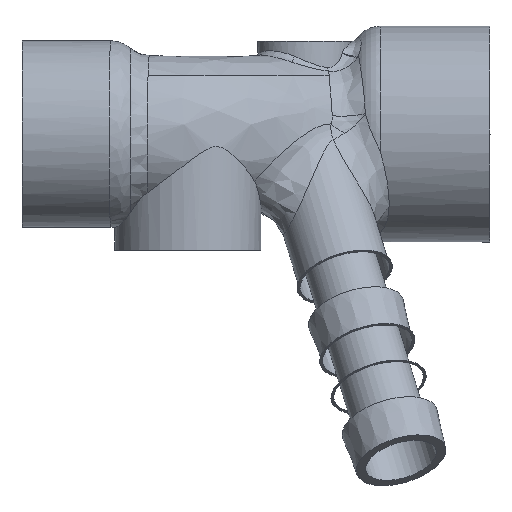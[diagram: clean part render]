
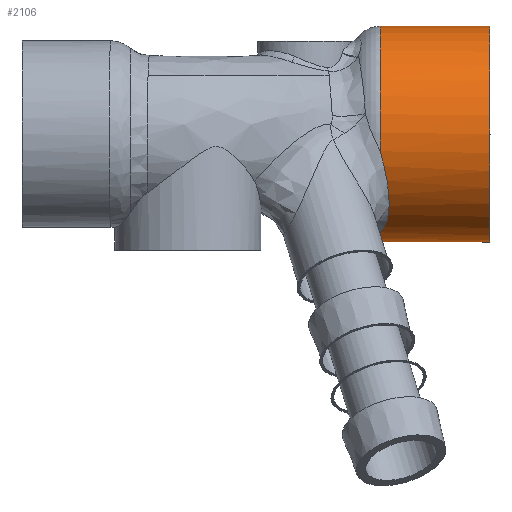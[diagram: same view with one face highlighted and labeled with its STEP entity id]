
A CAD part, front view. The second image highlights one B-rep face of the part: STEP entity #2106.
In plain terms, the highlighted cylindrical face has radius 14.75 mm (diameter 29.5 mm), a full revolution.
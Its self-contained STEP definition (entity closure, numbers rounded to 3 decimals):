
#128=CIRCLE('',#2216,14.75);
#129=CIRCLE('',#2217,14.75);
#140=CIRCLE('',#2234,14.75);
#141=CIRCLE('',#2235,14.75);
#285=FACE_OUTER_BOUND('',#408,.T.);
#408=EDGE_LOOP('',(#1869,#1870,#1871,#1872,#1873,#1874,#1875,#1876));
#657=B_SPLINE_CURVE_WITH_KNOTS('',3,(#11765,#11766,#11767,#11768,#11769,
#11770),.UNSPECIFIED.,.F.,.F.,(4,2,4),(1.298,1.433,
1.435),.UNSPECIFIED.);
#658=B_SPLINE_CURVE_WITH_KNOTS('',3,(#11771,#11772,#11773,#11774,#11775,
#11776,#11777,#11778,#11779,#11780,#11781,#11782,#11783,#11784,#11785,#11786,
#11787,#11788),.UNSPECIFIED.,.F.,.F.,(4,2,2,2,2,2,2,2,4),(-0.003,
0.,0.173,0.462,0.615,0.728,
0.853,1.08,1.298),.UNSPECIFIED.);
#692=LINE('',#12275,#726);
#726=VECTOR('',#2500,14.75);
#903=VERTEX_POINT('',#11079);
#904=VERTEX_POINT('',#11080);
#905=VERTEX_POINT('',#11082);
#921=VERTEX_POINT('',#11764);
#932=VERTEX_POINT('',#12274);
#933=VERTEX_POINT('',#12276);
#1211=EDGE_CURVE('',#903,#904,#128,.T.);
#1212=EDGE_CURVE('',#904,#905,#129,.T.);
#1240=EDGE_CURVE('',#921,#905,#657,.T.);
#1241=EDGE_CURVE('',#903,#921,#658,.T.);
#1258=EDGE_CURVE('',#904,#932,#692,.T.);
#1259=EDGE_CURVE('',#933,#932,#140,.T.);
#1260=EDGE_CURVE('',#932,#933,#141,.T.);
#1869=ORIENTED_EDGE('',*,*,#1240,.T.);
#1870=ORIENTED_EDGE('',*,*,#1212,.F.);
#1871=ORIENTED_EDGE('',*,*,#1258,.T.);
#1872=ORIENTED_EDGE('',*,*,#1259,.F.);
#1873=ORIENTED_EDGE('',*,*,#1260,.F.);
#1874=ORIENTED_EDGE('',*,*,#1258,.F.);
#1875=ORIENTED_EDGE('',*,*,#1211,.F.);
#1876=ORIENTED_EDGE('',*,*,#1241,.T.);
#2011=CYLINDRICAL_SURFACE('',#2233,14.75);
#2106=ADVANCED_FACE('',(#285),#2011,.T.);
#2216=AXIS2_PLACEMENT_3D('',#11081,#2460,#2461);
#2217=AXIS2_PLACEMENT_3D('',#11083,#2462,#2463);
#2233=AXIS2_PLACEMENT_3D('',#12273,#2498,#2499);
#2234=AXIS2_PLACEMENT_3D('',#12277,#2501,#2502);
#2235=AXIS2_PLACEMENT_3D('',#12278,#2503,#2504);
#2460=DIRECTION('center_axis',(-1.,0.,
0.));
#2461=DIRECTION('ref_axis',(0.,0.,1.));
#2462=DIRECTION('center_axis',(-1.,0.,
0.));
#2463=DIRECTION('ref_axis',(0.,0.,1.));
#2498=DIRECTION('center_axis',(-1.,0.,
0.));
#2499=DIRECTION('ref_axis',(0.,0.,
-1.));
#2500=DIRECTION('',(1.,0.,0.));
#2501=DIRECTION('center_axis',(1.,0.,
0.));
#2502=DIRECTION('ref_axis',(0.,0.,
-1.));
#2503=DIRECTION('center_axis',(1.,0.,
0.));
#2504=DIRECTION('ref_axis',(0.,0.,
-1.));
#11079=CARTESIAN_POINT('',(85.05,3.326,-2.347));
#11080=CARTESIAN_POINT('',(85.052,17.888,14.75));
#11081=CARTESIAN_POINT('Origin',(85.052,17.888,0.));
#11082=CARTESIAN_POINT('',(85.052,11.793,-13.432));
#11083=CARTESIAN_POINT('Origin',(85.052,17.888,0.));
#11764=CARTESIAN_POINT('',(85.59,10.429,-12.724));
#11765=CARTESIAN_POINT('Ctrl Pts',(85.59,10.429,-12.724));
#11766=CARTESIAN_POINT('Ctrl Pts',(85.447,10.857,-12.975));
#11767=CARTESIAN_POINT('Ctrl Pts',(85.273,11.306,-13.21));
#11768=CARTESIAN_POINT('Ctrl Pts',(85.057,11.781,-13.426));
#11769=CARTESIAN_POINT('Ctrl Pts',(85.054,11.787,-13.429));
#11770=CARTESIAN_POINT('Ctrl Pts',(85.052,11.793,-13.432));
#11771=CARTESIAN_POINT('Ctrl Pts',(85.05,3.326,-2.347));
#11772=CARTESIAN_POINT('Ctrl Pts',(85.053,3.327,-2.358));
#11773=CARTESIAN_POINT('Ctrl Pts',(85.056,3.329,-2.369));
#11774=CARTESIAN_POINT('Ctrl Pts',(85.202,3.421,-2.931));
#11775=CARTESIAN_POINT('Ctrl Pts',(85.342,3.543,-3.479));
#11776=CARTESIAN_POINT('Ctrl Pts',(85.691,3.952,-4.925));
#11777=CARTESIAN_POINT('Ctrl Pts',(85.881,4.296,-5.808));
#11778=CARTESIAN_POINT('Ctrl Pts',(86.091,4.955,-7.11));
#11779=CARTESIAN_POINT('Ctrl Pts',(86.15,5.205,-7.549));
#11780=CARTESIAN_POINT('Ctrl Pts',(86.223,5.682,-8.29));
#11781=CARTESIAN_POINT('Ctrl Pts',(86.244,5.897,-8.598));
#11782=CARTESIAN_POINT('Ctrl Pts',(86.27,6.376,-9.231));
#11783=CARTESIAN_POINT('Ctrl Pts',(86.272,6.642,-9.554));
#11784=CARTESIAN_POINT('Ctrl Pts',(86.24,7.43,-10.429));
#11785=CARTESIAN_POINT('Ctrl Pts',(86.179,7.979,-10.952));
#11786=CARTESIAN_POINT('Ctrl Pts',(85.969,9.116,-11.88));
#11787=CARTESIAN_POINT('Ctrl Pts',(85.82,9.744,-12.322));
#11788=CARTESIAN_POINT('Ctrl Pts',(85.59,10.429,-12.724));
#12273=CARTESIAN_POINT('Origin',(85.052,17.888,0.));
#12274=CARTESIAN_POINT('',(100.052,17.886,14.75));
#12275=CARTESIAN_POINT('',(85.052,17.888,14.75));
#12276=CARTESIAN_POINT('',(100.052,17.886,-14.75));
#12277=CARTESIAN_POINT('Origin',(100.052,17.886,0.));
#12278=CARTESIAN_POINT('Origin',(100.052,17.886,0.));
